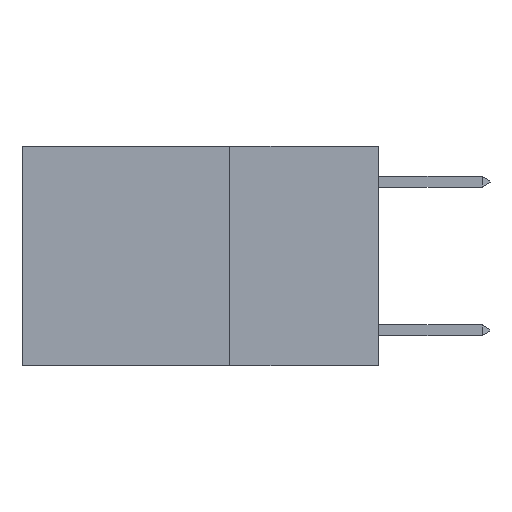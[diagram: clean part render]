
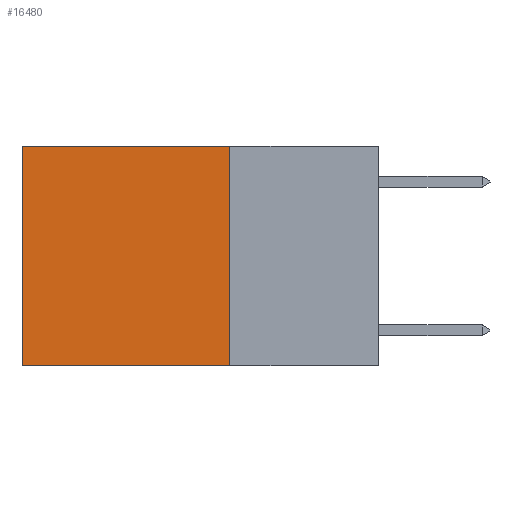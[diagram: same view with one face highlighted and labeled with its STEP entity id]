
A CAD part, left-side view. The second image highlights one B-rep face of the part: STEP entity #16480.
In plain terms, the highlighted planar face has unit normal (-1, 0, 0).
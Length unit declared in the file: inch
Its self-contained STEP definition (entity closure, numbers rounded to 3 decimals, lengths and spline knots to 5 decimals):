
#305 = CARTESIAN_POINT ( 'NONE',  ( 0.2625, 0.6, 0. ) ) ;
#1726 = EDGE_CURVE ( 'NONE', #22844, #10249, #18035, .T. ) ;
#2060 = CARTESIAN_POINT ( 'NONE',  ( 0.2625, 0.25, -0.37 ) ) ;
#2445 = CARTESIAN_POINT ( 'NONE',  ( 0.2625, 0.25, 0. ) ) ;
#3027 = ORIENTED_EDGE ( 'NONE', *, *, #1726, .T. ) ;
#3163 = CARTESIAN_POINT ( 'NONE',  ( 0.2625, 0.25, 0. ) ) ;
#4083 = EDGE_CURVE ( 'NONE', #26297, #10249, #10501, .T. ) ;
#5511 = VECTOR ( 'NONE', #16224, 39.37008 ) ;
#5647 = CARTESIAN_POINT ( 'NONE',  ( 0.2625, 0.25, -0.37 ) ) ;
#7986 = LINE ( 'NONE', #9508, #12347 ) ;
#8226 = LINE ( 'NONE', #3163, #5511 ) ;
#9508 = CARTESIAN_POINT ( 'NONE',  ( 0.2625, 0.25, 0. ) ) ;
#10133 = CARTESIAN_POINT ( 'NONE',  ( 0.2625, 0.25, 0. ) ) ;
#10249 = VERTEX_POINT ( 'NONE', #13282 ) ;
#10501 = LINE ( 'NONE', #2060, #16916 ) ;
#12347 = VECTOR ( 'NONE', #14041, 39.37008 ) ;
#13282 = CARTESIAN_POINT ( 'NONE',  ( 0.2625, 0.6, -0.37 ) ) ;
#13944 = FACE_OUTER_BOUND ( 'NONE', #17607, .T. ) ;
#13990 = EDGE_CURVE ( 'NONE', #21348, #26297, #7986, .T. ) ;
#14041 = DIRECTION ( 'NONE',  ( 0., 0., -1. ) ) ;
#15038 = ORIENTED_EDGE ( 'NONE', *, *, #25588, .T. ) ;
#16224 = DIRECTION ( 'NONE',  ( 0., 1., 0. ) ) ;
#16455 = CARTESIAN_POINT ( 'NONE',  ( 0.2625, 0.6, 0. ) ) ;
#16480 = ADVANCED_FACE ( 'NONE', ( #13944 ), #25911, .F. ) ;
#16916 = VECTOR ( 'NONE', #19413, 39.37008 ) ;
#17481 = DIRECTION ( 'NONE',  ( 0., 0., -1. ) ) ;
#17607 = EDGE_LOOP ( 'NONE', ( #3027, #25089, #21216, #15038 ) ) ;
#18035 = LINE ( 'NONE', #305, #23348 ) ;
#19413 = DIRECTION ( 'NONE',  ( 0., 1., 0. ) ) ;
#20629 = DIRECTION ( 'NONE',  ( 1., 0., 0. ) ) ;
#21216 = ORIENTED_EDGE ( 'NONE', *, *, #13990, .F. ) ;
#21348 = VERTEX_POINT ( 'NONE', #2445 ) ;
#22844 = VERTEX_POINT ( 'NONE', #16455 ) ;
#23348 = VECTOR ( 'NONE', #17481, 39.37008 ) ;
#24753 = AXIS2_PLACEMENT_3D ( 'NONE', #10133, #20629, #24761 ) ;
#24761 = DIRECTION ( 'NONE',  ( 0., 0., -1. ) ) ;
#25089 = ORIENTED_EDGE ( 'NONE', *, *, #4083, .F. ) ;
#25588 = EDGE_CURVE ( 'NONE', #21348, #22844, #8226, .T. ) ;
#25911 = PLANE ( 'NONE',  #24753 ) ;
#26297 = VERTEX_POINT ( 'NONE', #5647 ) ;
